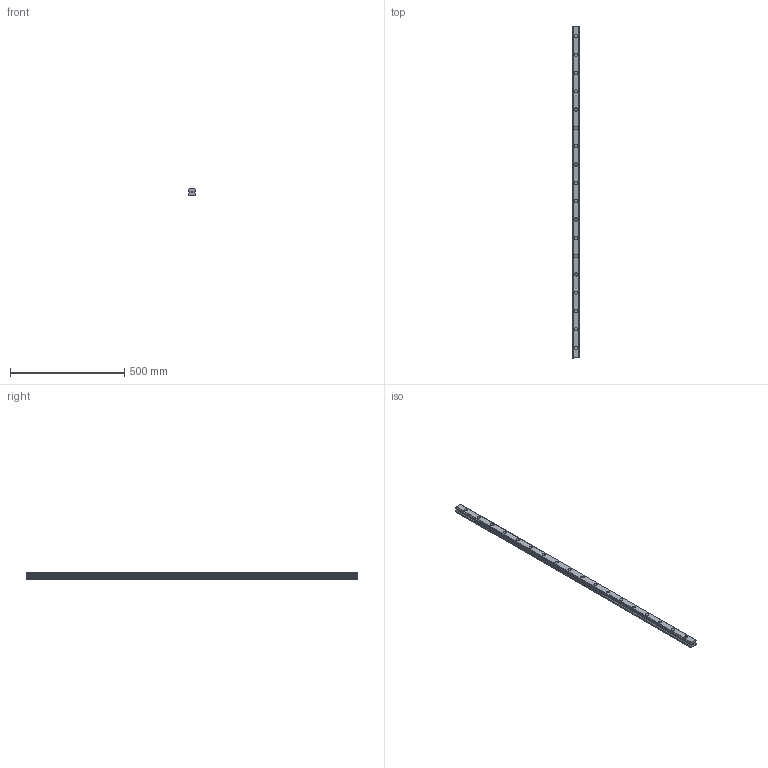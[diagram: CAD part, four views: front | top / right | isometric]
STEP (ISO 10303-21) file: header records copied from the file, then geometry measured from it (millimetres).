
FILE_DESCRIPTION(('STEP AP214'),'1');
FILE_NAME('cctmp_6DEF828D-9723-4A35-AE7C-DE4F010F65B9_2021_02_17_12_59_45_0469..stp','2021-02-17T11:59:45',('HIWIN GmbH'),('CADClick - www.CADClick.com'),'Spatial InterOp 3D',' ','unknown authorization');
FILE_SCHEMA(('AUTOMOTIVE_DESIGN'));
Length unit declared in the file: millimetre
Products named in the file (1): EGR35R1450C_FILE
Bounding box: 34 x 1450 x 27.5 mm (x, y, z)
Volume: 1142088.3 mm3; surface area: 203910.5 mm2
Topology: 1 solids, 1 shells, 269 faces, 627 edges, 418 vertices
Faces by surface type: plane 143, cylinder 126
Entity records: 9929 total; most frequent: DIRECTION 1419, CARTESIAN_POINT 1315, ORIENTED_EDGE 1254, EDGE_CURVE 627, AXIS2_PLACEMENT_3D 522, VERTEX_POINT 418, LINE 375, VECTOR 375
